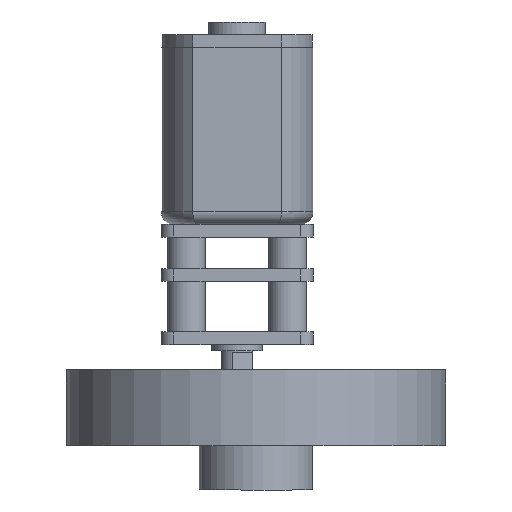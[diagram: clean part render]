
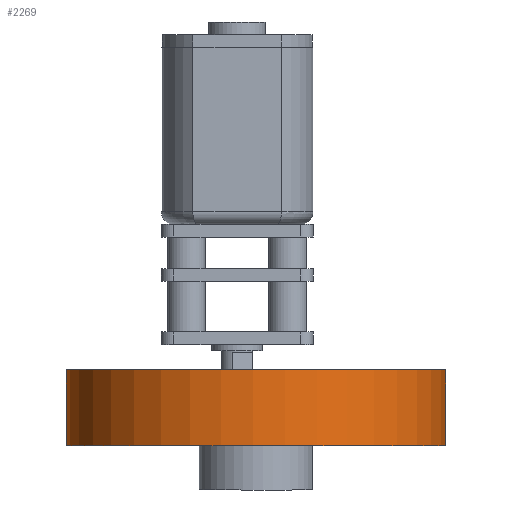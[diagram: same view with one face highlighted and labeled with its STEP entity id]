
A CAD part, left-side view. The second image highlights one B-rep face of the part: STEP entity #2269.
In plain terms, the highlighted cylindrical face has radius 15 mm (diameter 30 mm), a partial arc.
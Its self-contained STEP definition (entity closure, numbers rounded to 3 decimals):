
#132=CYLINDRICAL_SURFACE('',#2693,15.);
#275=FACE_OUTER_BOUND('',#428,.T.);
#428=EDGE_LOOP('',(#1861,#1862,#1863,#1864));
#563=CIRCLE('',#2688,15.);
#567=CIRCLE('',#2694,15.);
#754=LINE('',#4056,#904);
#760=LINE('',#4068,#910);
#904=VECTOR('',#3284,10.);
#910=VECTOR('',#3294,10.);
#1069=VERTEX_POINT('',#4054);
#1070=VERTEX_POINT('',#4055);
#1073=VERTEX_POINT('',#4066);
#1074=VERTEX_POINT('',#4067);
#1335=EDGE_CURVE('',#1069,#1070,#754,.T.);
#1341=EDGE_CURVE('',#1073,#1074,#760,.T.);
#1348=EDGE_CURVE('',#1073,#1070,#563,.T.);
#1352=EDGE_CURVE('',#1074,#1069,#567,.T.);
#1861=ORIENTED_EDGE('',*,*,#1341,.T.);
#1862=ORIENTED_EDGE('',*,*,#1352,.T.);
#1863=ORIENTED_EDGE('',*,*,#1335,.T.);
#1864=ORIENTED_EDGE('',*,*,#1348,.F.);
#2269=ADVANCED_FACE('',(#275),#132,.T.);
#2688=AXIS2_PLACEMENT_3D('',#4080,#3308,#3309);
#2693=AXIS2_PLACEMENT_3D('',#4086,#3318,#3319);
#2694=AXIS2_PLACEMENT_3D('',#4087,#3320,#3321);
#3284=DIRECTION('',(0.,1.,0.));
#3294=DIRECTION('',(0.,-1.,0.));
#3308=DIRECTION('center_axis',(0.,1.,0.));
#3309=DIRECTION('ref_axis',(-1.,0.,0.));
#3318=DIRECTION('center_axis',(0.,1.,0.));
#3319=DIRECTION('ref_axis',(-1.,0.,0.));
#3320=DIRECTION('center_axis',(0.,1.,0.));
#3321=DIRECTION('ref_axis',(-1.,0.,0.));
#4054=CARTESIAN_POINT('',(13.748,0.,6.));
#4055=CARTESIAN_POINT('',(13.748,6.,6.));
#4056=CARTESIAN_POINT('',(13.748,0.,6.));
#4066=CARTESIAN_POINT('',(13.748,6.,-6.));
#4067=CARTESIAN_POINT('',(13.748,0.,-6.));
#4068=CARTESIAN_POINT('',(13.748,0.,-6.));
#4080=CARTESIAN_POINT('Origin',(0.,6.,0.));
#4086=CARTESIAN_POINT('Origin',(0.,0.,0.));
#4087=CARTESIAN_POINT('Origin',(0.,0.,0.));
